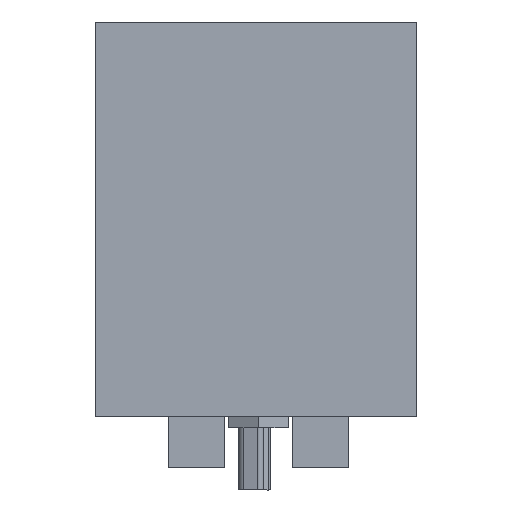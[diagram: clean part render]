
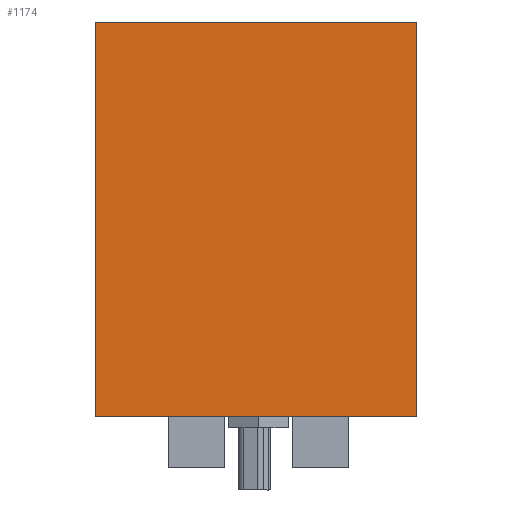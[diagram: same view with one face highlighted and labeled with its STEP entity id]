
A CAD part, left-side view. The second image highlights one B-rep face of the part: STEP entity #1174.
In plain terms, the highlighted planar face has unit normal (-1, 0, 0).
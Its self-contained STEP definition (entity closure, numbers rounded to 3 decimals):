
#988=FACE_OUTER_BOUND('',#2038,.T.);
#1174=ADVANCED_FACE('',(#988),#1358,.T.);
#1358=PLANE('',#4610);
#1482=LINE('',#6133,#1700);
#1559=LINE('',#6979,#1777);
#1560=LINE('',#6981,#1778);
#1561=LINE('',#6982,#1779);
#1700=VECTOR('',#4746,1.);
#1777=VECTOR('',#4909,1.);
#1778=VECTOR('',#4912,1.);
#1779=VECTOR('',#4913,1.);
#2038=EDGE_LOOP('',(#2486,#2487,#2488,#2489));
#2486=ORIENTED_EDGE('',*,*,#3704,.T.);
#2487=ORIENTED_EDGE('',*,*,#3703,.F.);
#2488=ORIENTED_EDGE('',*,*,#3705,.F.);
#2489=ORIENTED_EDGE('',*,*,#3518,.T.);
#3194=VERTEX_POINT('',#6134);
#3195=VERTEX_POINT('',#6135);
#3350=VERTEX_POINT('',#6973);
#3353=VERTEX_POINT('',#6978);
#3518=EDGE_CURVE('',#3194,#3195,#1482,.T.);
#3703=EDGE_CURVE('',#3353,#3350,#1559,.T.);
#3704=EDGE_CURVE('',#3195,#3350,#1560,.T.);
#3705=EDGE_CURVE('',#3194,#3353,#1561,.T.);
#4610=AXIS2_PLACEMENT_3D('',#6983,#4914,#4915);
#4746=DIRECTION('',(0.,1.,0.));
#4909=DIRECTION('',(0.,1.,0.));
#4912=DIRECTION('',(0.,0.,-1.));
#4913=DIRECTION('',(0.,0.,-1.));
#4914=DIRECTION('',(-1.,0.,0.));
#4915=DIRECTION('',(0.,-1.,0.));
#6133=CARTESIAN_POINT('',(0.,22.546,65.6));
#6134=CARTESIAN_POINT('',(0.,0.,65.6));
#6135=CARTESIAN_POINT('',(0.,45.1,65.6));
#6973=CARTESIAN_POINT('',(0.,45.1,10.3));
#6978=CARTESIAN_POINT('',(0.,0.,10.3));
#6979=CARTESIAN_POINT('',(0.,22.546,10.3));
#6981=CARTESIAN_POINT('',(0.,45.1,-38.415));
#6982=CARTESIAN_POINT('',(0.,0.,-38.415));
#6983=CARTESIAN_POINT('',(0.,-11.155,20.379));
